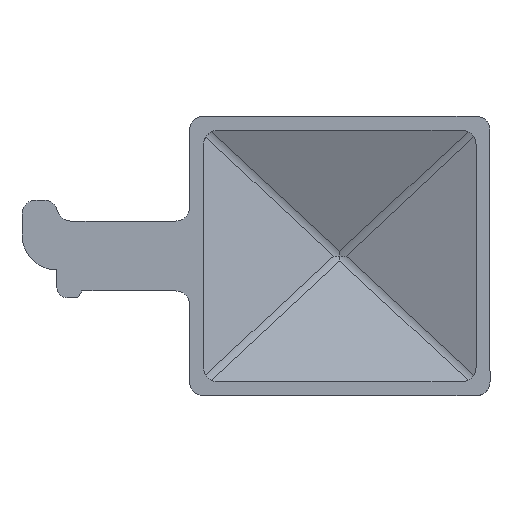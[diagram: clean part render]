
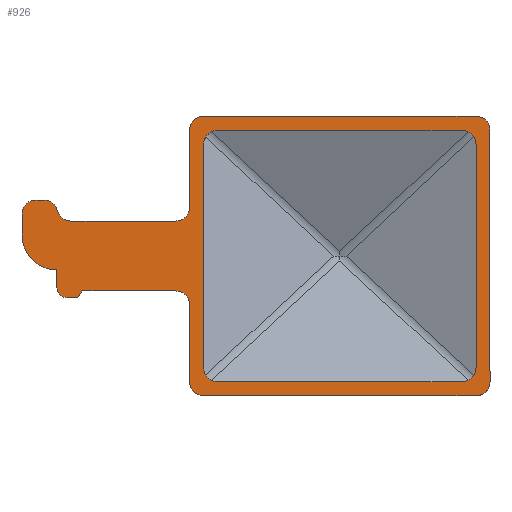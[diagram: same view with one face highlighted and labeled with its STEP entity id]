
A CAD part, top view. The second image highlights one B-rep face of the part: STEP entity #926.
In plain terms, the highlighted planar face has unit normal (0, 0, 1).
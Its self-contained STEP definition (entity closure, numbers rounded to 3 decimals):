
#15=FACE_BOUND('',#341,.T.);
#47=PLANE('',#1036);
#106=LINE('',#1562,#188);
#113=LINE('',#1579,#195);
#114=LINE('',#1582,#196);
#118=LINE('',#1589,#200);
#121=LINE('',#1604,#203);
#122=LINE('',#1607,#204);
#123=LINE('',#1608,#205);
#124=LINE('',#1614,#206);
#125=LINE('',#1618,#207);
#126=LINE('',#1622,#208);
#127=LINE('',#1626,#209);
#128=LINE('',#1627,#210);
#129=LINE('',#1628,#211);
#130=LINE('',#1630,#212);
#131=LINE('',#1633,#213);
#132=LINE('',#1634,#214);
#188=VECTOR('',#1213,10.);
#195=VECTOR('',#1228,10.);
#196=VECTOR('',#1231,10.);
#200=VECTOR('',#1237,10.);
#203=VECTOR('',#1256,10.);
#204=VECTOR('',#1259,10.);
#205=VECTOR('',#1260,10.);
#206=VECTOR('',#1265,10.);
#207=VECTOR('',#1268,10.);
#208=VECTOR('',#1271,10.);
#209=VECTOR('',#1274,10.);
#210=VECTOR('',#1275,10.);
#211=VECTOR('',#1276,10.);
#212=VECTOR('',#1277,10.);
#213=VECTOR('',#1280,10.);
#214=VECTOR('',#1281,10.);
#288=FACE_OUTER_BOUND('',#340,.T.);
#340=EDGE_LOOP('',(#763,#764,#765,#766,#767,#768,#769,#770,#771,#772,#773,
#774,#775,#776,#777,#778,#779,#780,#781,#782,#783,#784,#785));
#341=EDGE_LOOP('',(#786,#787,#788,#789,#790,#791,#792,#793));
#369=CIRCLE('',#989,2.);
#370=CIRCLE('',#994,2.);
#371=CIRCLE('',#1010,2.);
#372=CIRCLE('',#1015,2.);
#374=CIRCLE('',#1021,2.);
#376=CIRCLE('',#1025,2.);
#377=CIRCLE('',#1032,2.);
#378=CIRCLE('',#1035,2.);
#379=CIRCLE('',#1037,2.);
#380=CIRCLE('',#1038,2.);
#381=CIRCLE('',#1039,2.);
#382=CIRCLE('',#1040,2.);
#383=CIRCLE('',#1041,5.);
#384=CIRCLE('',#1042,1.5);
#385=CIRCLE('',#1043,2.);
#408=VERTEX_POINT('',#1434);
#409=VERTEX_POINT('',#1436);
#414=VERTEX_POINT('',#1450);
#415=VERTEX_POINT('',#1452);
#433=VERTEX_POINT('',#1520);
#434=VERTEX_POINT('',#1522);
#437=VERTEX_POINT('',#1532);
#438=VERTEX_POINT('',#1534);
#442=VERTEX_POINT('',#1555);
#443=VERTEX_POINT('',#1557);
#444=VERTEX_POINT('',#1561);
#447=VERTEX_POINT('',#1569);
#448=VERTEX_POINT('',#1571);
#450=VERTEX_POINT('',#1577);
#451=VERTEX_POINT('',#1581);
#453=VERTEX_POINT('',#1587);
#454=VERTEX_POINT('',#1593);
#456=VERTEX_POINT('',#1599);
#457=VERTEX_POINT('',#1603);
#458=VERTEX_POINT('',#1605);
#459=VERTEX_POINT('',#1609);
#460=VERTEX_POINT('',#1611);
#461=VERTEX_POINT('',#1613);
#462=VERTEX_POINT('',#1615);
#463=VERTEX_POINT('',#1617);
#464=VERTEX_POINT('',#1619);
#465=VERTEX_POINT('',#1621);
#466=VERTEX_POINT('',#1623);
#467=VERTEX_POINT('',#1625);
#468=VERTEX_POINT('',#1629);
#469=VERTEX_POINT('',#1631);
#505=EDGE_CURVE('',#408,#409,#369,.T.);
#513=EDGE_CURVE('',#414,#415,#370,.T.);
#537=EDGE_CURVE('',#433,#434,#371,.T.);
#543=EDGE_CURVE('',#437,#438,#372,.T.);
#551=EDGE_CURVE('',#442,#443,#374,.T.);
#553=EDGE_CURVE('',#444,#443,#106,.T.);
#558=EDGE_CURVE('',#447,#448,#376,.T.);
#562=EDGE_CURVE('',#447,#450,#113,.T.);
#563=EDGE_CURVE('',#451,#438,#114,.T.);
#567=EDGE_CURVE('',#414,#453,#118,.T.);
#569=EDGE_CURVE('',#451,#454,#377,.T.);
#573=EDGE_CURVE('',#456,#453,#378,.T.);
#574=EDGE_CURVE('',#456,#457,#121,.T.);
#575=EDGE_CURVE('',#458,#457,#379,.T.);
#576=EDGE_CURVE('',#458,#409,#122,.T.);
#577=EDGE_CURVE('',#408,#448,#123,.T.);
#578=EDGE_CURVE('',#450,#459,#380,.T.);
#579=EDGE_CURVE('',#460,#459,#381,.T.);
#580=EDGE_CURVE('',#460,#461,#124,.T.);
#581=EDGE_CURVE('',#462,#461,#382,.T.);
#582=EDGE_CURVE('',#462,#463,#125,.T.);
#583=EDGE_CURVE('',#463,#464,#383,.T.);
#584=EDGE_CURVE('',#464,#465,#126,.T.);
#585=EDGE_CURVE('',#466,#465,#384,.T.);
#586=EDGE_CURVE('',#466,#467,#127,.T.);
#587=EDGE_CURVE('',#467,#444,#128,.T.);
#588=EDGE_CURVE('',#442,#415,#129,.T.);
#589=EDGE_CURVE('',#437,#468,#130,.T.);
#590=EDGE_CURVE('',#469,#468,#385,.T.);
#591=EDGE_CURVE('',#469,#434,#131,.T.);
#592=EDGE_CURVE('',#433,#454,#132,.T.);
#763=ORIENTED_EDGE('',*,*,#513,.F.);
#764=ORIENTED_EDGE('',*,*,#567,.T.);
#765=ORIENTED_EDGE('',*,*,#573,.F.);
#766=ORIENTED_EDGE('',*,*,#574,.T.);
#767=ORIENTED_EDGE('',*,*,#575,.F.);
#768=ORIENTED_EDGE('',*,*,#576,.T.);
#769=ORIENTED_EDGE('',*,*,#505,.F.);
#770=ORIENTED_EDGE('',*,*,#577,.T.);
#771=ORIENTED_EDGE('',*,*,#558,.F.);
#772=ORIENTED_EDGE('',*,*,#562,.T.);
#773=ORIENTED_EDGE('',*,*,#578,.T.);
#774=ORIENTED_EDGE('',*,*,#579,.F.);
#775=ORIENTED_EDGE('',*,*,#580,.T.);
#776=ORIENTED_EDGE('',*,*,#581,.F.);
#777=ORIENTED_EDGE('',*,*,#582,.T.);
#778=ORIENTED_EDGE('',*,*,#583,.T.);
#779=ORIENTED_EDGE('',*,*,#584,.T.);
#780=ORIENTED_EDGE('',*,*,#585,.F.);
#781=ORIENTED_EDGE('',*,*,#586,.T.);
#782=ORIENTED_EDGE('',*,*,#587,.T.);
#783=ORIENTED_EDGE('',*,*,#553,.T.);
#784=ORIENTED_EDGE('',*,*,#551,.F.);
#785=ORIENTED_EDGE('',*,*,#588,.T.);
#786=ORIENTED_EDGE('',*,*,#563,.T.);
#787=ORIENTED_EDGE('',*,*,#543,.F.);
#788=ORIENTED_EDGE('',*,*,#589,.T.);
#789=ORIENTED_EDGE('',*,*,#590,.F.);
#790=ORIENTED_EDGE('',*,*,#591,.T.);
#791=ORIENTED_EDGE('',*,*,#537,.F.);
#792=ORIENTED_EDGE('',*,*,#592,.T.);
#793=ORIENTED_EDGE('',*,*,#569,.F.);
#926=ADVANCED_FACE('',(#288,#15),#47,.T.);
#989=AXIS2_PLACEMENT_3D('',#1437,#1121,#1122);
#994=AXIS2_PLACEMENT_3D('',#1453,#1136,#1137);
#1010=AXIS2_PLACEMENT_3D('',#1523,#1179,#1180);
#1015=AXIS2_PLACEMENT_3D('',#1535,#1192,#1193);
#1021=AXIS2_PLACEMENT_3D('',#1558,#1208,#1209);
#1025=AXIS2_PLACEMENT_3D('',#1572,#1221,#1222);
#1032=AXIS2_PLACEMENT_3D('',#1594,#1244,#1245);
#1035=AXIS2_PLACEMENT_3D('',#1601,#1252,#1253);
#1036=AXIS2_PLACEMENT_3D('',#1602,#1254,#1255);
#1037=AXIS2_PLACEMENT_3D('',#1606,#1257,#1258);
#1038=AXIS2_PLACEMENT_3D('',#1610,#1261,#1262);
#1039=AXIS2_PLACEMENT_3D('',#1612,#1263,#1264);
#1040=AXIS2_PLACEMENT_3D('',#1616,#1266,#1267);
#1041=AXIS2_PLACEMENT_3D('',#1620,#1269,#1270);
#1042=AXIS2_PLACEMENT_3D('',#1624,#1272,#1273);
#1043=AXIS2_PLACEMENT_3D('',#1632,#1278,#1279);
#1121=DIRECTION('center_axis',(0.,0.,-1.));
#1122=DIRECTION('ref_axis',(-0.707,0.707,0.));
#1136=DIRECTION('center_axis',(0.,0.,-1.));
#1137=DIRECTION('ref_axis',(-0.707,-0.707,0.));
#1179=DIRECTION('center_axis',(0.,0.,1.));
#1180=DIRECTION('ref_axis',(0.707,0.707,0.));
#1192=DIRECTION('center_axis',(0.,0.,1.));
#1193=DIRECTION('ref_axis',(-0.707,-0.707,0.));
#1208=DIRECTION('center_axis',(0.,0.,1.));
#1209=DIRECTION('ref_axis',(0.707,0.707,0.));
#1213=DIRECTION('',(1.,0.,0.));
#1221=DIRECTION('center_axis',(0.,0.,1.));
#1222=DIRECTION('ref_axis',(0.707,-0.707,0.));
#1228=DIRECTION('',(-1.,0.,0.));
#1231=DIRECTION('',(-1.,0.,0.));
#1237=DIRECTION('',(1.,0.,0.));
#1244=DIRECTION('center_axis',(0.,0.,1.));
#1245=DIRECTION('ref_axis',(0.707,-0.707,0.));
#1252=DIRECTION('center_axis',(0.,0.,-1.));
#1253=DIRECTION('ref_axis',(0.707,-0.707,0.));
#1254=DIRECTION('center_axis',(0.,0.,1.));
#1255=DIRECTION('ref_axis',(1.,0.,0.));
#1256=DIRECTION('',(0.,1.,0.));
#1257=DIRECTION('center_axis',(0.,0.,-1.));
#1258=DIRECTION('ref_axis',(0.707,0.707,0.));
#1259=DIRECTION('',(-1.,0.,0.));
#1260=DIRECTION('',(0.,-1.,0.));
#1261=DIRECTION('center_axis',(0.,0.,-1.));
#1262=DIRECTION('ref_axis',(1.,0.,0.));
#1263=DIRECTION('center_axis',(0.,0.,-1.));
#1264=DIRECTION('ref_axis',(0.,-1.,0.));
#1265=DIRECTION('',(-1.,0.,0.));
#1266=DIRECTION('center_axis',(0.,0.,-1.));
#1267=DIRECTION('ref_axis',(-0.707,0.707,0.));
#1268=DIRECTION('',(0.,-1.,0.));
#1269=DIRECTION('center_axis',(0.,0.,1.));
#1270=DIRECTION('ref_axis',(-1.,0.,0.));
#1271=DIRECTION('',(0.,-1.,0.));
#1272=DIRECTION('center_axis',(0.,0.,-1.));
#1273=DIRECTION('ref_axis',(-0.707,-0.707,0.));
#1274=DIRECTION('',(1.,0.,0.));
#1275=DIRECTION('',(0.5,0.866,0.));
#1276=DIRECTION('',(0.,-1.,0.));
#1277=DIRECTION('',(0.,1.,0.));
#1278=DIRECTION('center_axis',(0.,0.,1.));
#1279=DIRECTION('ref_axis',(-0.707,0.707,0.));
#1280=DIRECTION('',(1.,0.,0.));
#1281=DIRECTION('',(0.,-1.,0.));
#1434=CARTESIAN_POINT('',(30.,18.,0.));
#1436=CARTESIAN_POINT('',(32.,20.,0.));
#1437=CARTESIAN_POINT('Origin',(32.,18.,0.));
#1450=CARTESIAN_POINT('',(32.,-20.,0.));
#1452=CARTESIAN_POINT('',(30.,-18.,0.));
#1453=CARTESIAN_POINT('Origin',(32.,-18.,0.));
#1520=CARTESIAN_POINT('',(71.,16.,0.));
#1522=CARTESIAN_POINT('',(69.,18.,0.));
#1523=CARTESIAN_POINT('Origin',(69.,16.,0.));
#1532=CARTESIAN_POINT('',(32.,-16.,0.));
#1534=CARTESIAN_POINT('',(34.,-18.,0.));
#1535=CARTESIAN_POINT('Origin',(34.,-16.,0.));
#1555=CARTESIAN_POINT('',(30.,-7.,0.));
#1557=CARTESIAN_POINT('',(28.,-5.,0.));
#1558=CARTESIAN_POINT('Origin',(28.,-7.,0.));
#1561=CARTESIAN_POINT('',(14.577,-5.,0.));
#1562=CARTESIAN_POINT('',(18.,-5.,0.));
#1569=CARTESIAN_POINT('',(28.,5.,0.));
#1571=CARTESIAN_POINT('',(30.,7.,0.));
#1572=CARTESIAN_POINT('Origin',(28.,7.,0.));
#1577=CARTESIAN_POINT('',(13.,5.,0.));
#1579=CARTESIAN_POINT('',(30.,5.,0.));
#1581=CARTESIAN_POINT('',(69.,-18.,0.));
#1582=CARTESIAN_POINT('',(62.25,-18.,0.));
#1587=CARTESIAN_POINT('',(71.,-20.,0.));
#1589=CARTESIAN_POINT('',(30.,-20.,0.));
#1593=CARTESIAN_POINT('',(71.,-16.,0.));
#1594=CARTESIAN_POINT('Origin',(69.,-16.,0.));
#1599=CARTESIAN_POINT('',(73.,-18.,0.));
#1601=CARTESIAN_POINT('Origin',(71.,-18.,0.));
#1602=CARTESIAN_POINT('Origin',(51.5,0.,0.));
#1603=CARTESIAN_POINT('',(73.,18.,0.));
#1604=CARTESIAN_POINT('',(73.,-20.,0.));
#1605=CARTESIAN_POINT('',(71.,20.,0.));
#1606=CARTESIAN_POINT('Origin',(71.,18.,0.));
#1607=CARTESIAN_POINT('',(73.,20.,0.));
#1608=CARTESIAN_POINT('',(30.,20.,0.));
#1609=CARTESIAN_POINT('',(11.064,6.5,0.));
#1610=CARTESIAN_POINT('Origin',(13.,7.,0.));
#1611=CARTESIAN_POINT('',(9.127,8.,0.));
#1612=CARTESIAN_POINT('Origin',(9.127,6.,0.));
#1613=CARTESIAN_POINT('',(8.,8.,0.));
#1614=CARTESIAN_POINT('',(11.,8.,0.));
#1615=CARTESIAN_POINT('',(6.,6.,0.));
#1616=CARTESIAN_POINT('Origin',(8.,6.,0.));
#1617=CARTESIAN_POINT('',(6.,3.,0.));
#1618=CARTESIAN_POINT('',(6.,8.,0.));
#1619=CARTESIAN_POINT('',(11.,-2.,0.));
#1620=CARTESIAN_POINT('Origin',(11.,3.,0.));
#1621=CARTESIAN_POINT('',(11.,-4.5,0.));
#1622=CARTESIAN_POINT('',(11.,-2.,0.));
#1623=CARTESIAN_POINT('',(12.5,-6.,0.));
#1624=CARTESIAN_POINT('Origin',(12.5,-4.5,0.));
#1625=CARTESIAN_POINT('',(14.,-6.,0.));
#1626=CARTESIAN_POINT('',(11.,-6.,0.));
#1627=CARTESIAN_POINT('',(14.,-6.,0.));
#1628=CARTESIAN_POINT('',(30.,20.,0.));
#1629=CARTESIAN_POINT('',(32.,16.,0.));
#1630=CARTESIAN_POINT('',(32.,-10.,0.));
#1631=CARTESIAN_POINT('',(34.,18.,0.));
#1632=CARTESIAN_POINT('Origin',(34.,16.,0.));
#1633=CARTESIAN_POINT('',(40.75,18.,0.));
#1634=CARTESIAN_POINT('',(71.,10.,0.));
